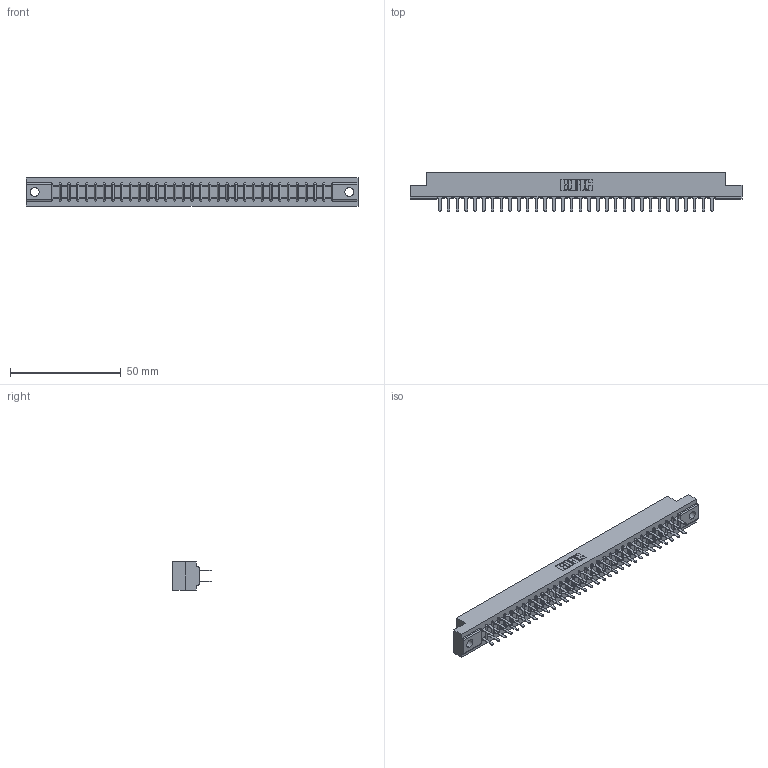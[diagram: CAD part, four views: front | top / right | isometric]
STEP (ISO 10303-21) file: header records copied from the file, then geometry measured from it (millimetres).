
FILE_DESCRIPTION (( 'STEP AP203' ), '1' );
FILE_NAME ('357-064-520-204.STEP', '2018-08-12T16:12:02', ( '' ), ( '' ), 'SwSTEP 2.0', 'SolidWorks 2016', '' );
FILE_SCHEMA (( 'CONFIG_CONTROL_DESIGN' ));
Length unit declared in the file: inch
Products named in the file (3): 357-064-520-204; 307 Part_.156 Dia Mounting Holes; 307-290-001_520
Assembly tree (65 placements, depth 2):
  357-064-520-204
    307 Part_.156 Dia Mounting Holes
    307-290-001_520  x64
Bounding box: 149.81 x 17.42 x 12.7 mm (x, y, z)
Volume: 15800.5 mm3; surface area: 19067.3 mm2
Topology: 65 solids, 65 shells, 3109 faces, 8679 edges, 5610 vertices
Faces by surface type: plane 2068, cylinder 975, sphere 66
Entity records: 30076 total; most frequent: CARTESIAN_POINT 4926, ORIENTED_EDGE 4878, DIRECTION 4821, EDGE_CURVE 2439, LINE 1875, VECTOR 1875, VERTEX_POINT 1578, AXIS2_PLACEMENT_3D 1473
